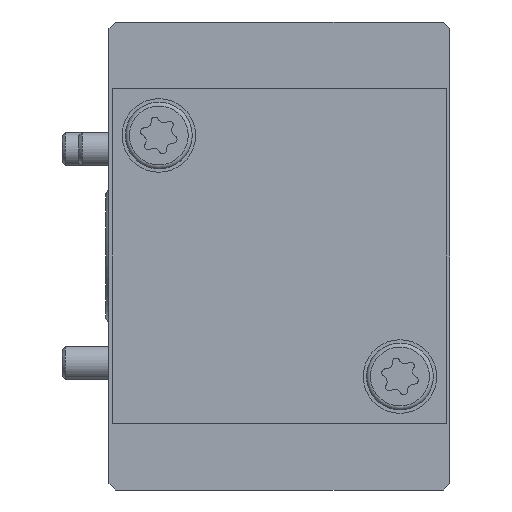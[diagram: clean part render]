
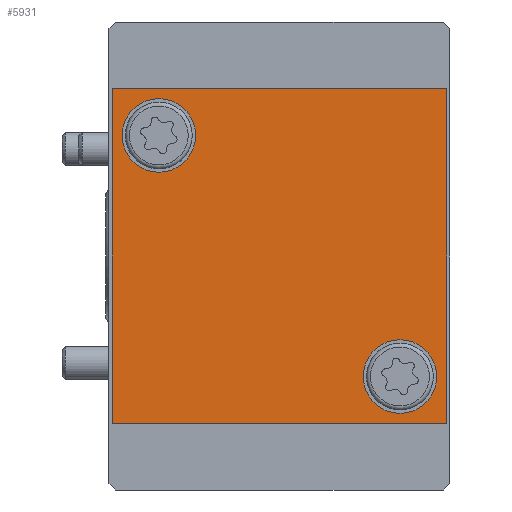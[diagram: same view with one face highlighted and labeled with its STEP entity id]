
A CAD part, front view. The second image highlights one B-rep face of the part: STEP entity #5931.
In plain terms, the highlighted planar face has unit normal (0, -1, 0).
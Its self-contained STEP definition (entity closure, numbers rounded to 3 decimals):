
#275=LINE('',#8533,#613);
#277=LINE('',#8537,#615);
#279=LINE('',#8541,#617);
#281=LINE('',#8545,#619);
#613=VECTOR('',#7080,1000.);
#615=VECTOR('',#7084,1000.);
#617=VECTOR('',#7088,1000.);
#619=VECTOR('',#7092,1000.);
#1118=ORIENTED_EDGE('',*,*,#2208,.F.);
#1119=ORIENTED_EDGE('',*,*,#2209,.F.);
#1120=ORIENTED_EDGE('',*,*,#2201,.F.);
#1121=ORIENTED_EDGE('',*,*,#2207,.F.);
#1122=ORIENTED_EDGE('',*,*,#2205,.F.);
#1123=ORIENTED_EDGE('',*,*,#2203,.F.);
#2201=EDGE_CURVE('',#2757,#2758,#275,.T.);
#2203=EDGE_CURVE('',#2758,#2759,#277,.T.);
#2205=EDGE_CURVE('',#2759,#2760,#279,.T.);
#2207=EDGE_CURVE('',#2760,#2757,#281,.T.);
#2208=EDGE_CURVE('',#2761,#2761,#3099,.T.);
#2209=EDGE_CURVE('',#2762,#2762,#3100,.T.);
#2757=VERTEX_POINT('',#8532);
#2758=VERTEX_POINT('',#8534);
#2759=VERTEX_POINT('',#8538);
#2760=VERTEX_POINT('',#8542);
#2761=VERTEX_POINT('',#8548);
#2762=VERTEX_POINT('',#8550);
#3099=CIRCLE('',#6343,5.5);
#3100=CIRCLE('',#6344,5.5);
#3329=EDGE_LOOP('',(#1118));
#3330=EDGE_LOOP('',(#1119));
#3331=EDGE_LOOP('',(#1120,#1121,#1122,#1123));
#3715=FACE_BOUND('',#3329,.T.);
#3716=FACE_BOUND('',#3330,.T.);
#3717=FACE_BOUND('',#3331,.T.);
#4074=PLANE('',#6342);
#5931=ADVANCED_FACE('',(#3715,#3716,#3717),#4074,.F.);
#6342=AXIS2_PLACEMENT_3D('',#8546,#7093,#7094);
#6343=AXIS2_PLACEMENT_3D('',#8547,#7095,#7096);
#6344=AXIS2_PLACEMENT_3D('',#8549,#7097,#7098);
#7080=DIRECTION('',(0.,0.,1.));
#7084=DIRECTION('',(1.,0.,0.));
#7088=DIRECTION('',(0.,0.,-1.));
#7092=DIRECTION('',(-1.,0.,0.));
#7093=DIRECTION('',(0.,1.,0.));
#7094=DIRECTION('',(0.,0.,1.));
#7095=DIRECTION('',(0.,-1.,0.));
#7096=DIRECTION('',(0.,0.,-1.));
#7097=DIRECTION('',(0.,-1.,0.));
#7098=DIRECTION('',(0.,0.,-1.));
#8532=CARTESIAN_POINT('',(-25.,-105.,-20.));
#8533=CARTESIAN_POINT('',(-25.,-105.,-20.));
#8534=CARTESIAN_POINT('',(-25.,-105.,30.));
#8537=CARTESIAN_POINT('',(-25.,-105.,30.));
#8538=CARTESIAN_POINT('',(25.,-105.,30.));
#8541=CARTESIAN_POINT('',(25.,-105.,30.));
#8542=CARTESIAN_POINT('',(25.,-105.,-20.));
#8545=CARTESIAN_POINT('',(25.,-105.,-20.));
#8546=CARTESIAN_POINT('',(0.,-105.,0.));
#8547=CARTESIAN_POINT('',(-18.031,-105.,23.031));
#8548=CARTESIAN_POINT('',(-18.031,-105.,17.531));
#8549=CARTESIAN_POINT('',(18.031,-105.,-13.031));
#8550=CARTESIAN_POINT('',(18.031,-105.,-18.531));
